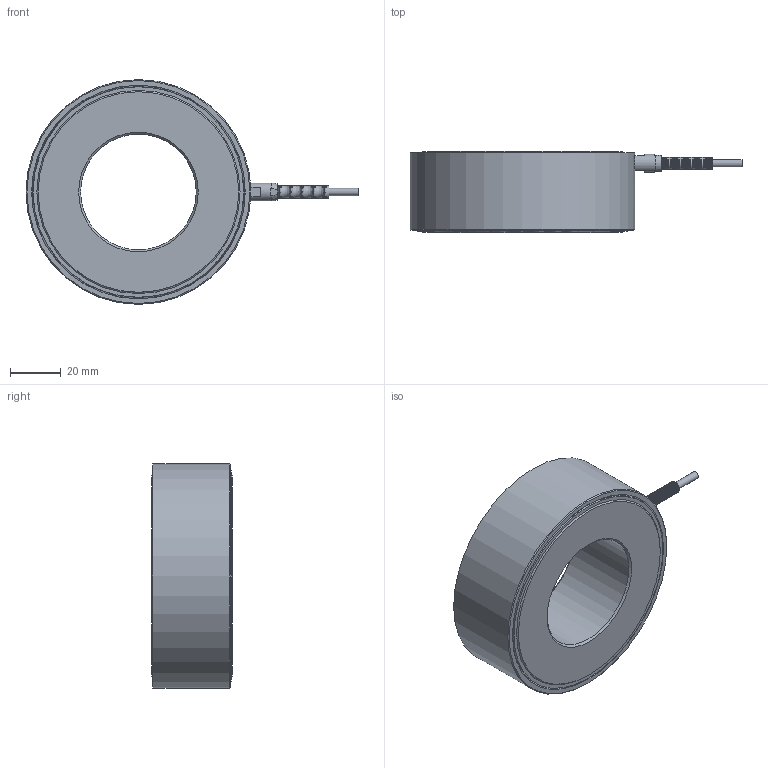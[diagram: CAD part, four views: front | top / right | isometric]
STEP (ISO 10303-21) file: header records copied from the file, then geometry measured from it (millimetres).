
FILE_DESCRIPTION((''),'2;1');
FILE_NAME('LLW500.stp','2010-11-15T14:38:27',('thomasl'),(''),'Autodesk Inventor 2008','Autodesk Inventor 2008','');
FILE_SCHEMA(('AUTOMOTIVE_DESIGN { 1 0 10303 214 1 1 1 1 }'));
Length unit declared in the file: inch
Products named in the file (4): LLW500 (LevelofDetail1); PART4 (~1); 1143E; 1143EA
Assembly tree (3 placements, depth 3):
  LLW500 (LevelofDetail1)
    PART4 (~1)
      1143E
      1143EA
Bounding box: 130.51 x 31.75 x 88.39 mm (x, y, z)
Volume: 140208 mm3; surface area: 35925.8 mm2
Topology: 2 solids, 2 shells, 177 faces, 469 edges, 291 vertices
Faces by surface type: bspline 62, plane 56, cylinder 38, cone 17, torus 4
Full cylindrical faces by diameter (mm): 2.921 x1, 3.048 x1, 3.302 x1, 4.064 x1, 4.166 x1, 4.801 x1, 5.207 x1, 5.334 x1, 7.061 x1, 45.466 x1, 82.804 x1, 83.82 x1, 83.998 x1, 88.392 x1
Entity records: 9622 total; most frequent: CARTESIAN_POINT 5774, DIRECTION 754, ORIENTED_EDGE 724, EDGE_CURVE 362, AXIS2_PLACEMENT_3D 312, EDGE_LOOP 290, VERTEX_POINT 272, CIRCLE 190
